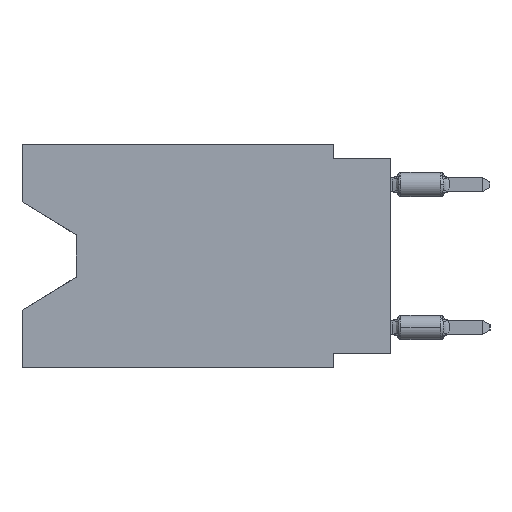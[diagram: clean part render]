
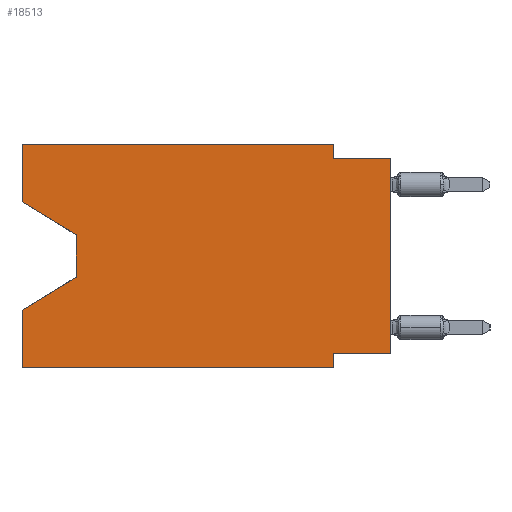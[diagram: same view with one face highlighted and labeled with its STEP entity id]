
A CAD part, left-side view. The second image highlights one B-rep face of the part: STEP entity #18513.
In plain terms, the highlighted planar face has unit normal (-1, 0, 0).
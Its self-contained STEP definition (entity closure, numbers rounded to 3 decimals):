
#1122 = VECTOR ( 'NONE', #25109, 1000. ) ;
#1391 = EDGE_CURVE ( 'NONE', #23704, #14719, #24476, .T. ) ;
#1530 = CARTESIAN_POINT ( 'NONE',  ( 0., 16.383, 0. ) ) ;
#1883 = CARTESIAN_POINT ( 'NONE',  ( 0., 0., -9.271 ) ) ;
#3202 = ORIENTED_EDGE ( 'NONE', *, *, #37479, .T. ) ;
#3677 = VERTEX_POINT ( 'NONE', #19376 ) ;
#4023 = DIRECTION ( 'NONE',  ( 0., -0.855, -0.519 ) ) ;
#4653 = DIRECTION ( 'NONE',  ( 0., -1., 0. ) ) ;
#5391 = VERTEX_POINT ( 'NONE', #29445 ) ;
#5939 = VECTOR ( 'NONE', #7422, 1000. ) ;
#6293 = EDGE_CURVE ( 'NONE', #24749, #23704, #32232, .T. ) ;
#7088 = CARTESIAN_POINT ( 'NONE',  ( 0., 16.383, -9.906 ) ) ;
#7189 = CARTESIAN_POINT ( 'NONE',  ( 0., 13.97, -5.893 ) ) ;
#7422 = DIRECTION ( 'NONE',  ( 0., 0., -1. ) ) ;
#7931 = VECTOR ( 'NONE', #21670, 1000. ) ;
#8237 = VECTOR ( 'NONE', #11143, 1000. ) ;
#8493 = DIRECTION ( 'NONE',  ( 0., 0., -1. ) ) ;
#9238 = DIRECTION ( 'NONE',  ( 0., 0., 1. ) ) ;
#9860 = DIRECTION ( 'NONE',  ( 0., 0., -1. ) ) ;
#10060 = VERTEX_POINT ( 'NONE', #30280 ) ;
#10879 = VERTEX_POINT ( 'NONE', #40492 ) ;
#11143 = DIRECTION ( 'NONE',  ( 0., 0., 1. ) ) ;
#11500 = CARTESIAN_POINT ( 'NONE',  ( 0., 0., 0. ) ) ;
#11541 = ORIENTED_EDGE ( 'NONE', *, *, #17486, .F. ) ;
#11631 = VECTOR ( 'NONE', #33268, 1000. ) ;
#11830 = LINE ( 'NONE', #33185, #15143 ) ;
#12452 = ORIENTED_EDGE ( 'NONE', *, *, #35224, .F. ) ;
#12879 = VERTEX_POINT ( 'NONE', #30036 ) ;
#12954 = CARTESIAN_POINT ( 'NONE',  ( 0., 16.383, -2.546 ) ) ;
#13553 = ORIENTED_EDGE ( 'NONE', *, *, #33125, .F. ) ;
#14400 = LINE ( 'NONE', #11500, #11631 ) ;
#14719 = VERTEX_POINT ( 'NONE', #40250 ) ;
#14852 = EDGE_CURVE ( 'NONE', #10060, #5391, #31726, .T. ) ;
#15030 = EDGE_LOOP ( 'NONE', ( #39509, #16131, #32639, #25252, #3202, #35820, #12452, #39418, #13553, #33732, #11541, #24275 ) ) ;
#15143 = VECTOR ( 'NONE', #36723, 1000. ) ;
#15575 = VERTEX_POINT ( 'NONE', #17348 ) ;
#15699 = VECTOR ( 'NONE', #4023, 1000. ) ;
#16131 = ORIENTED_EDGE ( 'NONE', *, *, #1391, .T. ) ;
#17348 = CARTESIAN_POINT ( 'NONE',  ( 0., 2.54, -9.906 ) ) ;
#17486 = EDGE_CURVE ( 'NONE', #25424, #10060, #24365, .T. ) ;
#17521 = CARTESIAN_POINT ( 'NONE',  ( 0., 0., -0.635 ) ) ;
#18513 = ADVANCED_FACE ( 'NONE', ( #21712 ), #31856, .F. ) ;
#19134 = DIRECTION ( 'NONE',  ( 0., -1., 0. ) ) ;
#19169 = CARTESIAN_POINT ( 'NONE',  ( 0., 0., -9.271 ) ) ;
#19376 = CARTESIAN_POINT ( 'NONE',  ( 0., 16.383, -9.906 ) ) ;
#20301 = CARTESIAN_POINT ( 'NONE',  ( 0., 2.54, -9.906 ) ) ;
#21374 = EDGE_CURVE ( 'NONE', #24749, #25424, #31442, .T. ) ;
#21670 = DIRECTION ( 'NONE',  ( 0., 1., 0. ) ) ;
#21712 = FACE_OUTER_BOUND ( 'NONE', #15030, .T. ) ;
#21986 = CARTESIAN_POINT ( 'NONE',  ( 0., 2.54, 0. ) ) ;
#22520 = CARTESIAN_POINT ( 'NONE',  ( 0., 16.383, 0. ) ) ;
#23404 = LINE ( 'NONE', #20301, #5939 ) ;
#23653 = CARTESIAN_POINT ( 'NONE',  ( 0., 16.383, -2.546 ) ) ;
#23704 = VERTEX_POINT ( 'NONE', #38496 ) ;
#23757 = AXIS2_PLACEMENT_3D ( 'NONE', #22520, #35190, #9860 ) ;
#24275 = ORIENTED_EDGE ( 'NONE', *, *, #21374, .F. ) ;
#24365 = LINE ( 'NONE', #1530, #30987 ) ;
#24476 = LINE ( 'NONE', #31301, #34626 ) ;
#24749 = VERTEX_POINT ( 'NONE', #23653 ) ;
#25024 = CARTESIAN_POINT ( 'NONE',  ( 0., 16.383, 0. ) ) ;
#25109 = DIRECTION ( 'NONE',  ( 0., 0., -1. ) ) ;
#25252 = ORIENTED_EDGE ( 'NONE', *, *, #28027, .F. ) ;
#25424 = VERTEX_POINT ( 'NONE', #25668 ) ;
#25507 = EDGE_CURVE ( 'NONE', #14719, #12879, #38727, .T. ) ;
#25668 = CARTESIAN_POINT ( 'NONE',  ( 0., 16.383, 0. ) ) ;
#25677 = VECTOR ( 'NONE', #19134, 1000. ) ;
#26902 = LINE ( 'NONE', #30217, #8237 ) ;
#28027 = EDGE_CURVE ( 'NONE', #3677, #12879, #26902, .T. ) ;
#29445 = CARTESIAN_POINT ( 'NONE',  ( 0., 2.54, -0.635 ) ) ;
#29948 = VECTOR ( 'NONE', #39332, 1000. ) ;
#30036 = CARTESIAN_POINT ( 'NONE',  ( 0., 16.383, -7.36 ) ) ;
#30217 = CARTESIAN_POINT ( 'NONE',  ( 0., 16.383, 0. ) ) ;
#30280 = CARTESIAN_POINT ( 'NONE',  ( 0., 2.54, 0. ) ) ;
#30987 = VECTOR ( 'NONE', #4653, 1000. ) ;
#31151 = EDGE_CURVE ( 'NONE', #31547, #31178, #14400, .T. ) ;
#31178 = VERTEX_POINT ( 'NONE', #17521 ) ;
#31301 = CARTESIAN_POINT ( 'NONE',  ( 0., 13.97, -4.013 ) ) ;
#31442 = LINE ( 'NONE', #25024, #37824 ) ;
#31547 = VERTEX_POINT ( 'NONE', #1883 ) ;
#31726 = LINE ( 'NONE', #21986, #1122 ) ;
#31856 = PLANE ( 'NONE',  #23757 ) ;
#32232 = LINE ( 'NONE', #12954, #15699 ) ;
#32639 = ORIENTED_EDGE ( 'NONE', *, *, #25507, .T. ) ;
#33125 = EDGE_CURVE ( 'NONE', #5391, #31178, #11830, .T. ) ;
#33185 = CARTESIAN_POINT ( 'NONE',  ( 0., 0., -0.635 ) ) ;
#33268 = DIRECTION ( 'NONE',  ( 0., 0., 1. ) ) ;
#33732 = ORIENTED_EDGE ( 'NONE', *, *, #14852, .F. ) ;
#34626 = VECTOR ( 'NONE', #8493, 1000. ) ;
#34650 = EDGE_CURVE ( 'NONE', #10879, #15575, #23404, .T. ) ;
#35190 = DIRECTION ( 'NONE',  ( 1., 0., 0. ) ) ;
#35224 = EDGE_CURVE ( 'NONE', #31547, #10879, #38054, .T. ) ;
#35820 = ORIENTED_EDGE ( 'NONE', *, *, #34650, .F. ) ;
#36723 = DIRECTION ( 'NONE',  ( 0., -1., 0. ) ) ;
#37479 = EDGE_CURVE ( 'NONE', #3677, #15575, #38422, .T. ) ;
#37824 = VECTOR ( 'NONE', #9238, 1000. ) ;
#38054 = LINE ( 'NONE', #19169, #7931 ) ;
#38422 = LINE ( 'NONE', #7088, #25677 ) ;
#38496 = CARTESIAN_POINT ( 'NONE',  ( 0., 13.97, -4.013 ) ) ;
#38727 = LINE ( 'NONE', #7189, #29948 ) ;
#39332 = DIRECTION ( 'NONE',  ( 0., 0.855, -0.519 ) ) ;
#39418 = ORIENTED_EDGE ( 'NONE', *, *, #31151, .T. ) ;
#39509 = ORIENTED_EDGE ( 'NONE', *, *, #6293, .T. ) ;
#40250 = CARTESIAN_POINT ( 'NONE',  ( 0., 13.97, -5.893 ) ) ;
#40492 = CARTESIAN_POINT ( 'NONE',  ( 0., 2.54, -9.271 ) ) ;
